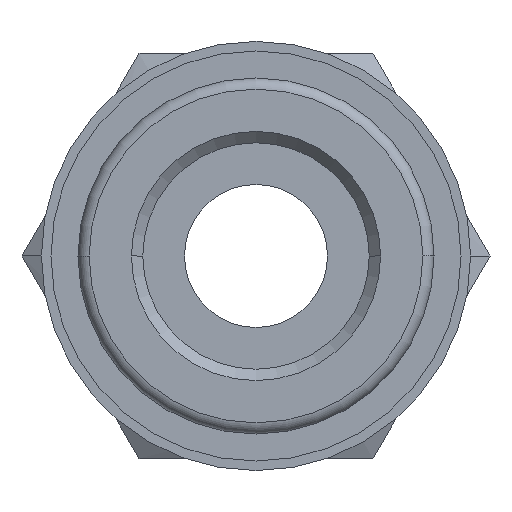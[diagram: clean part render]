
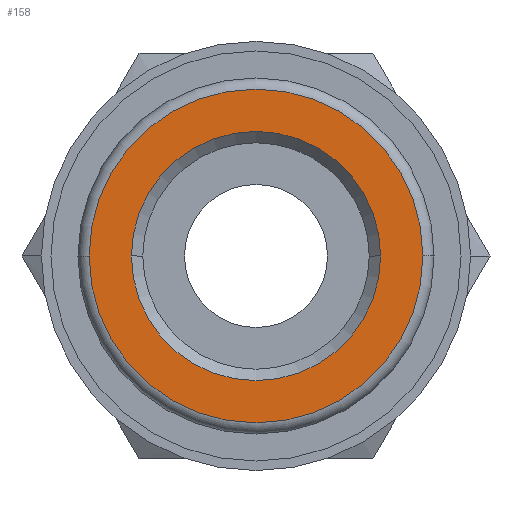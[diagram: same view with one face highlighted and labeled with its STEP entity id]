
A CAD part, front view. The second image highlights one B-rep face of the part: STEP entity #158.
In plain terms, the highlighted planar face has unit normal (0, -1, 0).
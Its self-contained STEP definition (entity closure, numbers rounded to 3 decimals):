
#158=ADVANCED_FACE('',(#353,#354),#355,.T.);
#353=FACE_BOUND('',#582,.T.);
#354=FACE_OUTER_BOUND('',#583,.T.);
#355=PLANE('',#584);
#582=EDGE_LOOP('',(#969,#970));
#583=EDGE_LOOP('',(#971,#972));
#584=AXIS2_PLACEMENT_3D('',#973,#974,#975);
#969=ORIENTED_EDGE('',*,*,#1405,.T.);
#970=ORIENTED_EDGE('',*,*,#1333,.T.);
#971=ORIENTED_EDGE('',*,*,#1372,.T.);
#972=ORIENTED_EDGE('',*,*,#1406,.T.);
#973=CARTESIAN_POINT('',(0.0,0.0,0.0));
#974=DIRECTION('',(0.0,-1.0,0.0));
#975=DIRECTION('',(-1.0,0.0,0.0));
#1333=EDGE_CURVE('',#1587,#1591,#1593,.T.);
#1372=EDGE_CURVE('',#1648,#1650,#1652,.T.);
#1405=EDGE_CURVE('',#1591,#1587,#1692,.T.);
#1406=EDGE_CURVE('',#1650,#1648,#1693,.T.);
#1587=VERTEX_POINT('',#1925);
#1591=VERTEX_POINT('',#1930);
#1593=CIRCLE('',#1933,5.225);
#1648=VERTEX_POINT('',#2104);
#1650=VERTEX_POINT('',#2107);
#1652=CIRCLE('',#2110,7.0);
#1692=CIRCLE('',#2205,5.225);
#1693=CIRCLE('',#2206,7.0);
#1925=CARTESIAN_POINT('',(5.225,0.0,0.));
#1930=CARTESIAN_POINT('',(-5.225,0.0,0.));
#1933=AXIS2_PLACEMENT_3D('',#2520,#2521,#2522);
#2104=CARTESIAN_POINT('',(7.0,0.0,0.0));
#2107=CARTESIAN_POINT('',(-7.0,0.0,0.));
#2110=AXIS2_PLACEMENT_3D('',#2564,#2565,#2566);
#2205=AXIS2_PLACEMENT_3D('',#2593,#2594,#2595);
#2206=AXIS2_PLACEMENT_3D('',#2596,#2597,#2598);
#2520=CARTESIAN_POINT('',(0.0,0.0,0.0));
#2521=DIRECTION('',(-0.0,1.0,0.0));
#2522=DIRECTION('',(1.0,0.0,0.0));
#2564=CARTESIAN_POINT('',(0.0,0.0,0.0));
#2565=DIRECTION('',(0.0,-1.0,0.0));
#2566=DIRECTION('',(1.0,0.0,0.0));
#2593=CARTESIAN_POINT('',(0.0,0.0,0.0));
#2594=DIRECTION('',(-0.0,1.0,0.0));
#2595=DIRECTION('',(1.0,0.0,0.0));
#2596=CARTESIAN_POINT('',(0.0,0.0,0.0));
#2597=DIRECTION('',(0.0,-1.0,0.0));
#2598=DIRECTION('',(1.0,0.0,0.0));
